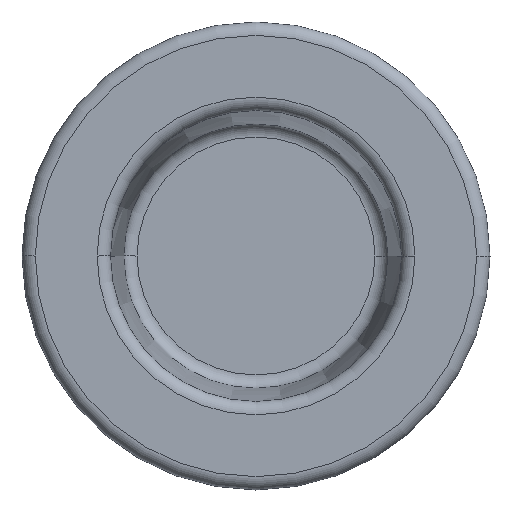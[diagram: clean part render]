
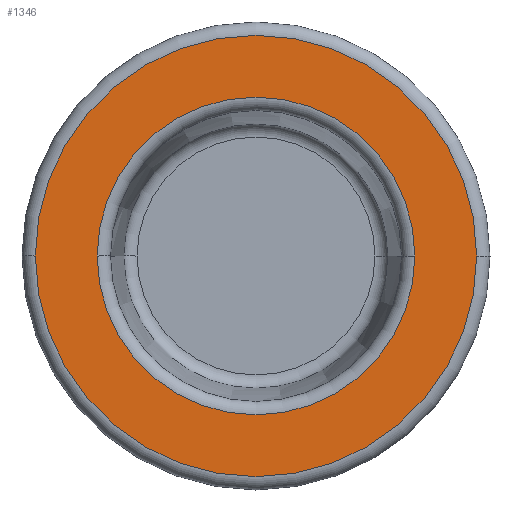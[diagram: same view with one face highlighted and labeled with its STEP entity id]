
A CAD part, front view. The second image highlights one B-rep face of the part: STEP entity #1346.
In plain terms, the highlighted planar face has unit normal (0, -1, 0).
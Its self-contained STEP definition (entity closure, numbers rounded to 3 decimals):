
#600=EDGE_CURVE('',#1130,#970,#1695,.T.);
#680=EDGE_CURVE('',#1522,#1268,#1789,.T.);
#970=VERTEX_POINT('',#2120);
#996=EDGE_CURVE('',#1268,#1522,#2149,.T.);
#1130=VERTEX_POINT('',#2299);
#1198=EDGE_CURVE('',#970,#1130,#2374,.T.);
#1268=VERTEX_POINT('',#2447);
#1346=ADVANCED_FACE('',(#2537,#2538),#2539,.T.);
#1522=VERTEX_POINT('',#2738);
#1695=CIRCLE('',#2928,14.9);
#1789=CIRCLE('',#3042,10.725);
#2120=CARTESIAN_POINT('',(14.9,-25.9,0.));
#2149=CIRCLE('',#3500,10.725);
#2299=CARTESIAN_POINT('',(-14.9,-25.9,0.0));
#2374=CIRCLE('',#3771,14.9);
#2447=CARTESIAN_POINT('',(10.725,-25.9,0.));
#2537=FACE_BOUND('',#3984,.T.);
#2538=FACE_OUTER_BOUND('',#3985,.T.);
#2539=PLANE('',#3986);
#2738=CARTESIAN_POINT('',(-10.725,-25.9,0.0));
#2928=AXIS2_PLACEMENT_3D('',#4456,#4457,#4458);
#3042=AXIS2_PLACEMENT_3D('',#4608,#4609,#4610);
#3500=AXIS2_PLACEMENT_3D('',#5135,#5136,#5137);
#3771=AXIS2_PLACEMENT_3D('',#5428,#5429,#5430);
#3984=EDGE_LOOP('',(#5647,#5648));
#3985=EDGE_LOOP('',(#5649,#5650));
#3986=AXIS2_PLACEMENT_3D('',#5651,#5652,#5653);
#4456=CARTESIAN_POINT('',(0.0,-25.9,0.0));
#4457=DIRECTION('',(0.0,-1.0,0.0));
#4458=DIRECTION('',(-1.0,0.0,0.0));
#4608=CARTESIAN_POINT('',(0.0,-25.9,0.0));
#4609=DIRECTION('',(0.0,-1.0,0.0));
#4610=DIRECTION('',(-1.0,0.0,0.0));
#5135=CARTESIAN_POINT('',(0.0,-25.9,0.0));
#5136=DIRECTION('',(0.0,-1.0,0.0));
#5137=DIRECTION('',(-1.0,0.0,0.0));
#5428=CARTESIAN_POINT('',(0.0,-25.9,0.0));
#5429=DIRECTION('',(0.0,-1.0,0.0));
#5430=DIRECTION('',(-1.0,0.0,0.0));
#5647=ORIENTED_EDGE('',*,*,#680,.F.);
#5648=ORIENTED_EDGE('',*,*,#996,.F.);
#5649=ORIENTED_EDGE('',*,*,#600,.T.);
#5650=ORIENTED_EDGE('',*,*,#1198,.T.);
#5651=CARTESIAN_POINT('',(-12.813,-25.9,0.0));
#5652=DIRECTION('',(0.,-1.0,0.0));
#5653=DIRECTION('',(-1.0,0.,0.0));
